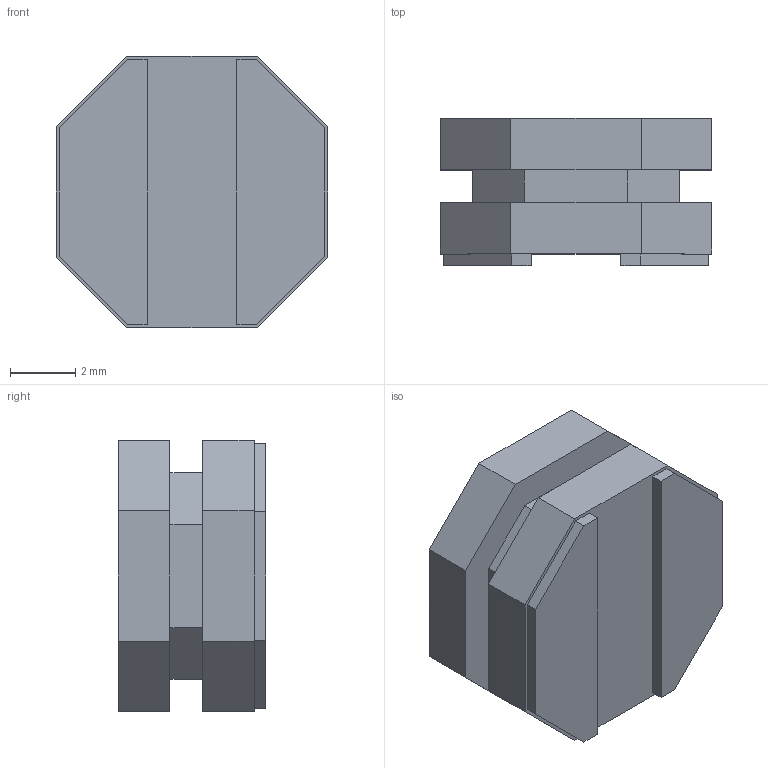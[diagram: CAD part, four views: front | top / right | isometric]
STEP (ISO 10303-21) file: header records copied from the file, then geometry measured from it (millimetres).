
FILE_SCHEMA (('AUTOMOTIVE_DESIGN { 1 0 10303 214 3 1 1 }'));
Length unit declared in the file: millimetre
Products named in the file (1): DEM8045C
Bounding box: 8.3 x 4.5 x 8.3 mm (x, y, z)
Volume: 234.8 mm3; surface area: 292.6 mm2
Topology: 1 solids, 1 shells, 42 faces, 108 edges, 72 vertices
Faces by surface type: plane 42
Entity records: 1335 total; most frequent: CARTESIAN_POINT 223, ORIENTED_EDGE 216, DIRECTION 194, LINE 108, VECTOR 108, EDGE_CURVE 108, VERTEX_POINT 72, EDGE_LOOP 46
